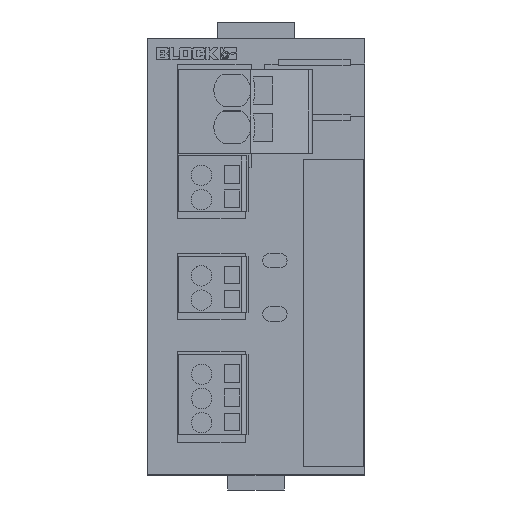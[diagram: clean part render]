
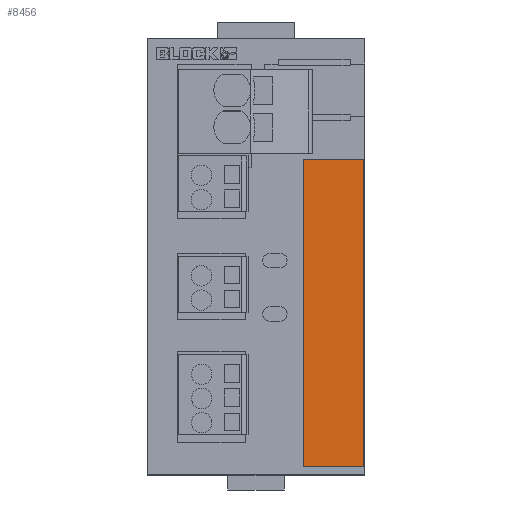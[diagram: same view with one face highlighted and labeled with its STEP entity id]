
A CAD part, top view. The second image highlights one B-rep face of the part: STEP entity #8456.
In plain terms, the highlighted planar face has unit normal (0, 0, 1).
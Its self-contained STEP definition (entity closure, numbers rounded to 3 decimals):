
#95 = VECTOR ( 'NONE', #19891, 1000. ) ;
#165 = VERTEX_POINT ( 'NONE', #27034 ) ;
#271 = EDGE_CURVE ( 'NONE', #165, #3425, #19215, .T. ) ;
#1409 = VECTOR ( 'NONE', #29734, 1000. ) ;
#1752 = VECTOR ( 'NONE', #12101, 1000. ) ;
#2788 = CARTESIAN_POINT ( 'NONE',  ( 0., 0., 0.64 ) ) ;
#3425 = VERTEX_POINT ( 'NONE', #5480 ) ;
#3585 = CARTESIAN_POINT ( 'NONE',  ( 22.2, -43.378, 0.64 ) ) ;
#4502 = EDGE_CURVE ( 'NONE', #23061, #165, #17334, .T. ) ;
#5352 = DIRECTION ( 'NONE',  ( 0., 0., 1. ) ) ;
#5446 = DIRECTION ( 'NONE',  ( 1., 0., 0. ) ) ;
#5480 = CARTESIAN_POINT ( 'NONE',  ( 9.7, 20., 0.64 ) ) ;
#5854 = VECTOR ( 'NONE', #28005, 1000. ) ;
#6178 = AXIS2_PLACEMENT_3D ( 'NONE', #2788, #5352, #5446 ) ;
#7175 = CARTESIAN_POINT ( 'NONE',  ( 9.7, -43.378, 0.64 ) ) ;
#7834 = LINE ( 'NONE', #7175, #1752 ) ;
#7850 = CARTESIAN_POINT ( 'NONE',  ( 22.2, -43.378, 0.64 ) ) ;
#8456 = ADVANCED_FACE ( 'NONE', ( #28909 ), #27334, .T. ) ;
#9034 = LINE ( 'NONE', #7850, #1409 ) ;
#9985 = ORIENTED_EDGE ( 'NONE', *, *, #25307, .T. ) ;
#10261 = CARTESIAN_POINT ( 'NONE',  ( 9.7, 20., 0.64 ) ) ;
#12101 = DIRECTION ( 'NONE',  ( 0., -1., 0. ) ) ;
#12663 = ORIENTED_EDGE ( 'NONE', *, *, #271, .T. ) ;
#14731 = VERTEX_POINT ( 'NONE', #16920 ) ;
#16406 = EDGE_LOOP ( 'NONE', ( #12663, #9985, #17123, #30137 ) ) ;
#16920 = CARTESIAN_POINT ( 'NONE',  ( 9.7, -43.378, 0.64 ) ) ;
#17123 = ORIENTED_EDGE ( 'NONE', *, *, #24850, .T. ) ;
#17334 = LINE ( 'NONE', #3585, #5854 ) ;
#19215 = LINE ( 'NONE', #10261, #95 ) ;
#19521 = CARTESIAN_POINT ( 'NONE',  ( 22.2, -43.378, 0.64 ) ) ;
#19891 = DIRECTION ( 'NONE',  ( -1., 0., 0. ) ) ;
#23061 = VERTEX_POINT ( 'NONE', #19521 ) ;
#24850 = EDGE_CURVE ( 'NONE', #14731, #23061, #9034, .T. ) ;
#25307 = EDGE_CURVE ( 'NONE', #3425, #14731, #7834, .T. ) ;
#27034 = CARTESIAN_POINT ( 'NONE',  ( 22.2, 20., 0.64 ) ) ;
#27334 = PLANE ( 'NONE',  #6178 ) ;
#28005 = DIRECTION ( 'NONE',  ( 0., 1., 0. ) ) ;
#28909 = FACE_OUTER_BOUND ( 'NONE', #16406, .T. ) ;
#29734 = DIRECTION ( 'NONE',  ( 1., 0., 0. ) ) ;
#30137 = ORIENTED_EDGE ( 'NONE', *, *, #4502, .T. ) ;
